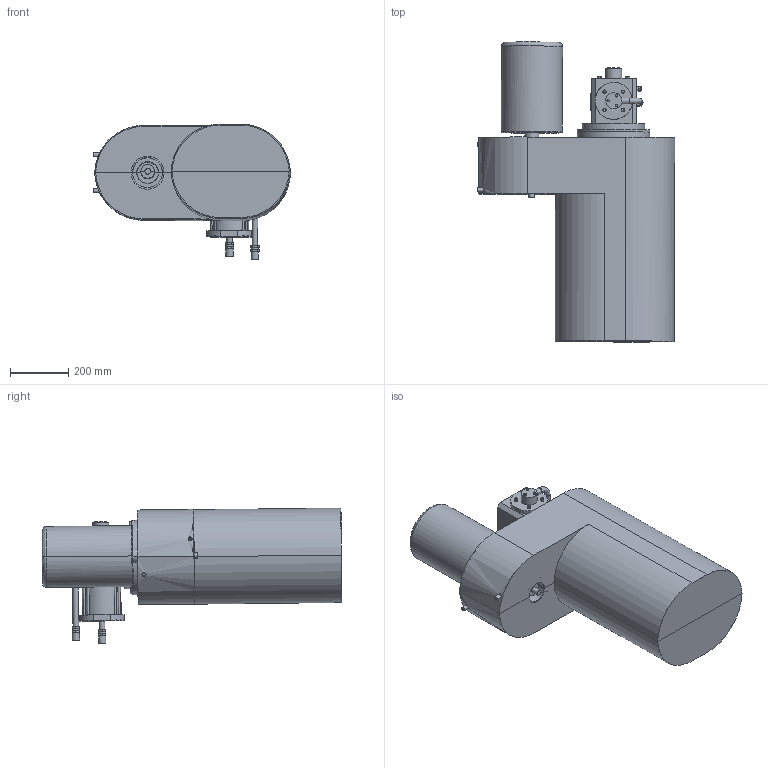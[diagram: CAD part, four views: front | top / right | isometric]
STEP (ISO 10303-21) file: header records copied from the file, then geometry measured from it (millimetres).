
FILE_DESCRIPTION(('FreeCAD Model'),'2;1');
FILE_NAME('Open CASCADE Shape Model','2025-04-27T16:26:50',('FreeCAD'),( 'FreeCAD'),'Open CASCADE STEP processor 7.6','FreeCAD','Unknown');
FILE_SCHEMA(('AUTOMOTIVE_DESIGN { 1 0 10303 214 1 1 1 1 }'));
Products named in the file (1): Open CASCADE STEP translator 7.6 1
Bounding box: 676.91 x 1029.61 x 466.23 mm (x, y, z)
Volume: 23776308.2 mm3; surface area: 6954881.4 mm2
Topology: 92 solids, 92 shells, 744 faces, 1518 edges, 1006 vertices
Faces by surface type: bspline 744
Entity records: 181216 total; most frequent: CARTESIAN_POINT 171369, ORIENTED_EDGE 3036, EDGE_CURVE 1518, B_SPLINE_CURVE_WITH_KNOTS 1084, VERTEX_POINT 1006, FACE_BOUND 868, EDGE_LOOP 868, ADVANCED_FACE 744
